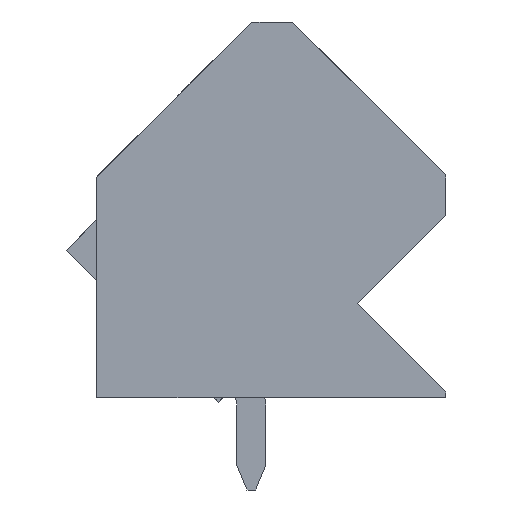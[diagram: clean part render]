
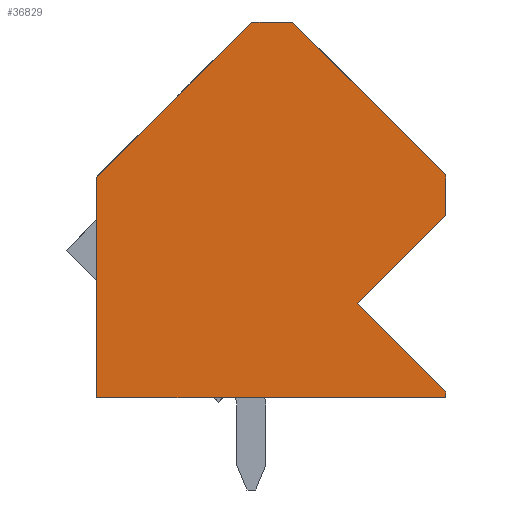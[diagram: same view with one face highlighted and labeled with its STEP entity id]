
A CAD part, left-side view. The second image highlights one B-rep face of the part: STEP entity #36829.
In plain terms, the highlighted planar face has unit normal (-1, 0, 0).
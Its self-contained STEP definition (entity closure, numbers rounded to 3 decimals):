
#36792=AXIS2_PLACEMENT_3D('Plane Axis2P3D',#36789,#36790,#36791) ;
#36638=CARTESIAN_POINT('Vertex',(0.,6.718,16.228)) ;
#36641=CARTESIAN_POINT('Line Origine',(0.,6.01,16.228)) ;
#36645=CARTESIAN_POINT('Vertex',(0.,5.303,16.228)) ;
#36681=CARTESIAN_POINT('Vertex',(0.,0.001,3.4)) ;
#36684=CARTESIAN_POINT('Line Origine',(0.,0.,3.3)) ;
#36688=CARTESIAN_POINT('Vertex',(0.,0.,3.2)) ;
#36714=CARTESIAN_POINT('Vertex',(0.,3.055,6.455)) ;
#36717=CARTESIAN_POINT('Line Origine',(0.,1.528,4.927)) ;
#36740=CARTESIAN_POINT('Vertex',(0.,0.,9.51)) ;
#36743=CARTESIAN_POINT('Line Origine',(0.,1.528,7.983)) ;
#36773=CARTESIAN_POINT('Vertex',(0.,0.,10.924)) ;
#36776=CARTESIAN_POINT('Line Origine',(0.,0.,10.217)) ;
#36789=CARTESIAN_POINT('Axis2P3D Location',(0.,0.,0.)) ;
#36794=CARTESIAN_POINT('Line Origine',(0.,9.405,13.54)) ;
#36798=CARTESIAN_POINT('Vertex',(0.,12.092,10.853)) ;
#36801=CARTESIAN_POINT('Line Origine',(0.,12.093,7.027)) ;
#36805=CARTESIAN_POINT('Vertex',(0.,12.093,3.2)) ;
#36808=CARTESIAN_POINT('Line Origine',(0.,6.046,3.2)) ;
#36813=CARTESIAN_POINT('Line Origine',(0.,2.652,13.576)) ;
#36642=DIRECTION('Vector Direction',(0.,-1.,0.)) ;
#36685=DIRECTION('Vector Direction',(0.,-0.004,-1.)) ;
#36718=DIRECTION('Vector Direction',(0.,-0.707,-0.707)) ;
#36744=DIRECTION('Vector Direction',(0.,0.707,-0.707)) ;
#36777=DIRECTION('Vector Direction',(0.,0.,-1.)) ;
#36790=DIRECTION('Axis2P3D Direction',(-1.,0.,0.)) ;
#36791=DIRECTION('Axis2P3D XDirection',(0.,0.,1.)) ;
#36795=DIRECTION('Vector Direction',(0.,-0.707,0.707)) ;
#36802=DIRECTION('Vector Direction',(0.,0.,1.)) ;
#36809=DIRECTION('Vector Direction',(0.,1.,0.)) ;
#36814=DIRECTION('Vector Direction',(0.,-0.707,-0.707)) ;
#36643=VECTOR('Line Direction',#36642,1.) ;
#36686=VECTOR('Line Direction',#36685,1.) ;
#36719=VECTOR('Line Direction',#36718,1.) ;
#36745=VECTOR('Line Direction',#36744,1.) ;
#36778=VECTOR('Line Direction',#36777,1.) ;
#36796=VECTOR('Line Direction',#36795,1.) ;
#36803=VECTOR('Line Direction',#36802,1.) ;
#36810=VECTOR('Line Direction',#36809,1.) ;
#36815=VECTOR('Line Direction',#36814,1.) ;
#36819=ORIENTED_EDGE('',*,*,#36647,.T.) ;
#36820=ORIENTED_EDGE('',*,*,#36800,.T.) ;
#36821=ORIENTED_EDGE('',*,*,#36807,.T.) ;
#36822=ORIENTED_EDGE('',*,*,#36812,.T.) ;
#36823=ORIENTED_EDGE('',*,*,#36690,.T.) ;
#36824=ORIENTED_EDGE('',*,*,#36721,.T.) ;
#36825=ORIENTED_EDGE('',*,*,#36747,.T.) ;
#36826=ORIENTED_EDGE('',*,*,#36780,.T.) ;
#36827=ORIENTED_EDGE('',*,*,#36817,.T.) ;
#36829=ADVANCED_FACE('HOUSING',(#36828),#36793,.T.) ;
#36647=EDGE_CURVE('',#36646,#36639,#36644,.F.) ;
#36690=EDGE_CURVE('',#36689,#36682,#36687,.F.) ;
#36721=EDGE_CURVE('',#36682,#36715,#36720,.F.) ;
#36747=EDGE_CURVE('',#36715,#36741,#36746,.F.) ;
#36780=EDGE_CURVE('',#36741,#36774,#36779,.F.) ;
#36800=EDGE_CURVE('',#36639,#36799,#36797,.F.) ;
#36807=EDGE_CURVE('',#36799,#36806,#36804,.F.) ;
#36812=EDGE_CURVE('',#36806,#36689,#36811,.F.) ;
#36817=EDGE_CURVE('',#36774,#36646,#36816,.F.) ;
#36818=EDGE_LOOP('',(#36819,#36820,#36821,#36822,#36823,#36824,#36825,#36826,#36827)) ;
#36828=FACE_OUTER_BOUND('',#36818,.T.) ;
#36644=LINE('Line',#36641,#36643) ;
#36687=LINE('Line',#36684,#36686) ;
#36720=LINE('Line',#36717,#36719) ;
#36746=LINE('Line',#36743,#36745) ;
#36779=LINE('Line',#36776,#36778) ;
#36797=LINE('Line',#36794,#36796) ;
#36804=LINE('Line',#36801,#36803) ;
#36811=LINE('Line',#36808,#36810) ;
#36816=LINE('Line',#36813,#36815) ;
#36793=PLANE('',#36792) ;
#36639=VERTEX_POINT('',#36638) ;
#36646=VERTEX_POINT('',#36645) ;
#36682=VERTEX_POINT('',#36681) ;
#36689=VERTEX_POINT('',#36688) ;
#36715=VERTEX_POINT('',#36714) ;
#36741=VERTEX_POINT('',#36740) ;
#36774=VERTEX_POINT('',#36773) ;
#36799=VERTEX_POINT('',#36798) ;
#36806=VERTEX_POINT('',#36805) ;
